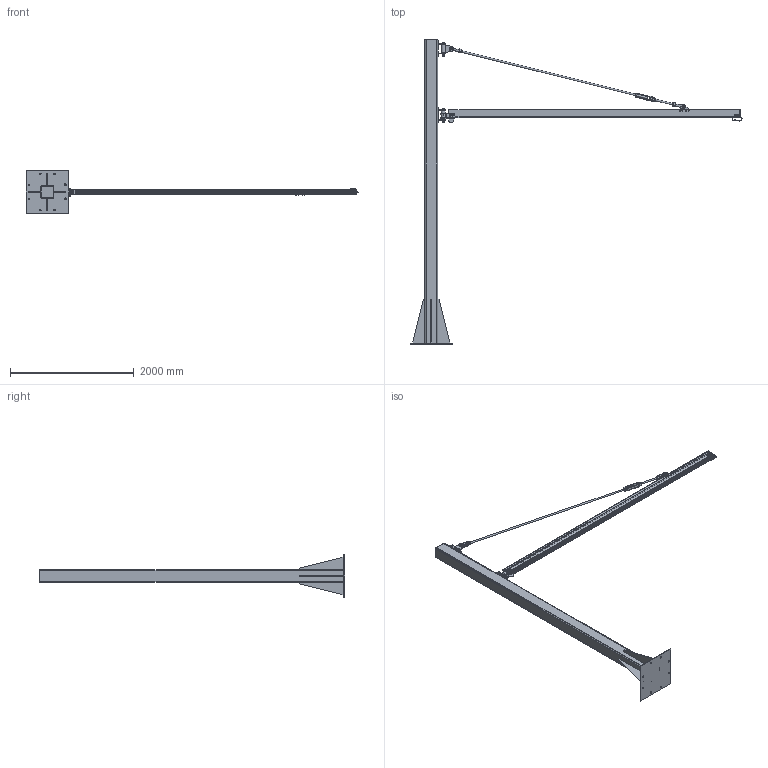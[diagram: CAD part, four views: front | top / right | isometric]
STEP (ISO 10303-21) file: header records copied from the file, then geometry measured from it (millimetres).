
FILE_DESCRIPTION(/* description */ (''),/* implementation_level */ '2;1');
FILE_NAME(/* name */ '98681.stp',/* time_stamp */ '2023-10-03T15:00:26-04:00',/* author */ ('MNHHW'),/* organization */ (''),/* preprocessor_version */ 'ST-DEVELOPER v18',/* originating_system */ 'Autodesk Inventor 2020',/* authorisation */ '');
FILE_SCHEMA (('AUTOMOTIVE_DESIGN { 1 0 10303 214 3 1 1 }'));
Length unit declared in the file: inch
Products named in the file (45): 98681; 98679 COLUMN; 60115; 8 x 8 x5-16_R20; 60165; 60120; 98760 BOOM; 25876-25885; 3D113WF4D.iam; 3D11MVF4D.ipt; PN-76_M-86003 - M6 coned short(1).ipt; ANSI/ASME B18.2.1 - 3/8-16 UNC - 4.5; ANSI/ASME B18.2.1 - 5/16-18 UNC - 1; ASTM F436 - 5/16; ANSI B18.21.1 - 0.3125; 3D11OYC4A.ipt; 25676; 25875; 25880r; 3D11KVF4C.ipt; 3D112WF4B.ipt; STN 02 7421 - M6 coned short; ANSI_ASME B18.2.1 - 1-8 UNC - 8(2).ipt; ANSI B18.2.2 - 1 - 8(2).ipt; ANSI B18.21.1 - 1.ipt; 98679-R20 ETA-5 RUNWAY RAIL DES-DES; 25890; 3D113ZF4C.ipt; ANSI B18.2.3.1M - M10 x 1.5 x 100; ANSI B18.2.4.5M - M10 x 1.5.ipt; 78126 D2; 78126 D2_1; 3D11ATB4A.ipt; ANSI B18.8.1 - 3/16 x 2 1/2 Extended Prong Square Cut Type; 78125; ANSI B18.2.2 - 1 - 8(3).ipt; 81016 D0; 81015 D0; 25194; 3D1183E4C.ipt ...
Assembly tree (89 placements, depth 5):
  98681
    98679 COLUMN
      60115
      8 x 8 x5-16_R20
      60165
      60120  x4
    98760 BOOM
      25876-25885
        25875
        3D113WF4D.iam
          3D11MVF4D.ipt
          3D112WF4B.ipt  x2
          PN-76_M-86003 - M6 coned short(1).ipt
        ANSI B18.2.2 - 1 - 8(2).ipt
        ANSI B18.21.1 - 1.ipt
        ANSI_ASME B18.2.1 - 1-8 UNC - 8(2).ipt
        ANSI/ASME B18.2.1 - 3/8-16 UNC - 4.5  x4
        ANSI/ASME B18.2.1 - 5/16-18 UNC - 1  x4
        ASTM F436 - 5/16  x4
        ANSI B18.21.1 - 0.3125  x4
        3D11OYC4A.ipt  x4
      25676
        25875
        25880r
          3D11KVF4C.ipt
          3D112WF4B.ipt  x2
          STN 02 7421 - M6 coned short
        ANSI_ASME B18.2.1 - 1-8 UNC - 8(2).ipt
        ANSI B18.2.2 - 1 - 8(2).ipt
        ANSI B18.21.1 - 1.ipt
      98679-R20 ETA-5 RUNWAY RAIL DES-DES
      25890
        3D113ZF4C.ipt
        ANSI B18.2.3.1M - M10 x 1.5 x 100  x4
        ANSI B18.2.4.5M - M10 x 1.5.ipt  x4
      78126 D2
      78126 D2_1
      3D11ATB4A.ipt  x2
      ANSI B18.8.1 - 3/16 x 2 1/2 Extended Prong Square Cut Type  x4
      78125
      ANSI B18.2.2 - 1 - 8(3).ipt  x4
      81016 D0
      81015 D0
      25194
        3D1183E4C.ipt
        3D1193E4C.ipt
        3D11A5E4B.ipt
        3D11KKB4A.ipt  x2
        3D112JB4A.ipt  x4
        3D11VCD4A.ipt  x4
Bounding box: 5355.63 x 4927.6 x 685.8 mm (x, y, z)
Volume: 61257978.4 mm3; surface area: 15206011.3 mm2
Topology: 81 solids, 81 shells, 2376 faces, 5621 edges, 3355 vertices
Faces by surface type: plane 832, cylinder 590, cone 398, torus 240, bspline 202, sphere 114
Full cylindrical faces by diameter (mm): 3 x2, 3.175 x3, 4.762 x4, 6 x2, 6.35 x4, 7.798 x8, 7.938 x4, 8.376 x4, 8.731 x4, 8.738 x4, 9.525 x8, 9.855 x8, 10 x4, 10.319 x12, 11.112 x28, 12.7 x4, 14.275 x4, 14.287 x4, 14.6 x4, 17.462 x12, 17.475 x4, 21.971 x8, 25.4 x14, 25.959 x2, 26.987 x8, 30.162 x4, 31.75 x4, 34.925 x2, 38.1 x10, 63.5 x4
Entity records: 46713 total; most frequent: CARTESIAN_POINT 12678, DIRECTION 7109, ORIENTED_EDGE 6652, EDGE_CURVE 3326, AXIS2_PLACEMENT_3D 2911, VERTEX_POINT 2048, EDGE_LOOP 1576, CIRCLE 1497
